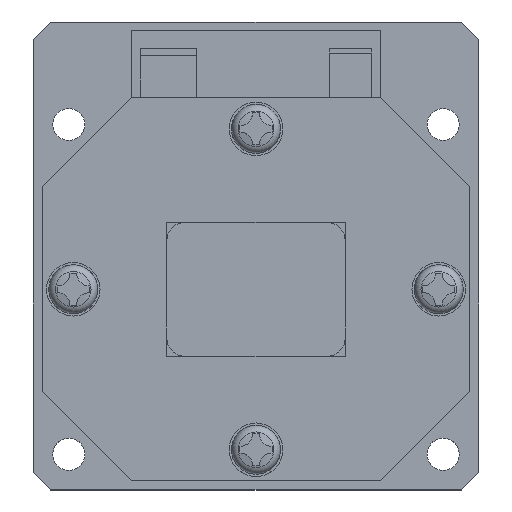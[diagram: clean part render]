
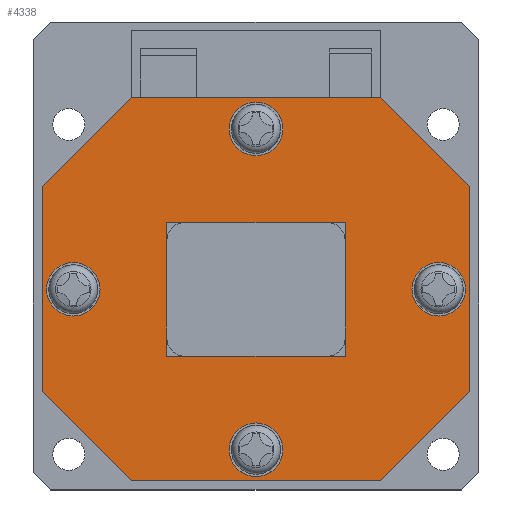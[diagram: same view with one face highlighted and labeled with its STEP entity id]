
A CAD part, top view. The second image highlights one B-rep face of the part: STEP entity #4338.
In plain terms, the highlighted planar face has unit normal (0, 0, 1).
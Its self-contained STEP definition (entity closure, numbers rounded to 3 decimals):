
#84=FACE_BOUND('',#714,.T.);
#85=FACE_BOUND('',#715,.T.);
#86=FACE_BOUND('',#716,.T.);
#87=FACE_BOUND('',#717,.T.);
#88=FACE_BOUND('',#718,.T.);
#211=PLANE('',#4777);
#439=FACE_OUTER_BOUND('',#713,.T.);
#713=EDGE_LOOP('',(#3646,#3647,#3648,#3649,#3650,#3651,#3652,#3653));
#714=EDGE_LOOP('',(#3654));
#715=EDGE_LOOP('',(#3655));
#716=EDGE_LOOP('',(#3656));
#717=EDGE_LOOP('',(#3657));
#718=EDGE_LOOP('',(#3658,#3659,#3660,#3661));
#1017=LINE('',#7157,#1392);
#1019=LINE('',#7161,#1394);
#1021=LINE('',#7165,#1396);
#1023=LINE('',#7170,#1398);
#1027=LINE('',#7176,#1402);
#1028=LINE('',#7179,#1403);
#1030=LINE('',#7182,#1405);
#1037=LINE('',#7198,#1412);
#1042=LINE('',#7208,#1417);
#1047=LINE('',#7218,#1422);
#1052=LINE('',#7227,#1427);
#1055=LINE('',#7232,#1430);
#1392=VECTOR('',#5813,10.);
#1394=VECTOR('',#5817,10.);
#1396=VECTOR('',#5821,10.);
#1398=VECTOR('',#5825,10.);
#1402=VECTOR('',#5831,10.);
#1403=VECTOR('',#5834,10.);
#1405=VECTOR('',#5838,10.);
#1412=VECTOR('',#5855,10.);
#1417=VECTOR('',#5862,10.);
#1422=VECTOR('',#5869,10.);
#1427=VECTOR('',#5876,10.);
#1430=VECTOR('',#5881,10.);
#1676=CIRCLE('',#4731,3.);
#1681=CIRCLE('',#4739,3.);
#1686=CIRCLE('',#4747,3.);
#1691=CIRCLE('',#4755,3.);
#1988=VERTEX_POINT('',#7072);
#1993=VERTEX_POINT('',#7087);
#1998=VERTEX_POINT('',#7102);
#2003=VERTEX_POINT('',#7117);
#2020=VERTEX_POINT('',#7154);
#2021=VERTEX_POINT('',#7156);
#2022=VERTEX_POINT('',#7160);
#2023=VERTEX_POINT('',#7164);
#2024=VERTEX_POINT('',#7168);
#2025=VERTEX_POINT('',#7169);
#2026=VERTEX_POINT('',#7174);
#2027=VERTEX_POINT('',#7178);
#2030=VERTEX_POINT('',#7195);
#2031=VERTEX_POINT('',#7197);
#2035=VERTEX_POINT('',#7207);
#2039=VERTEX_POINT('',#7217);
#2513=EDGE_CURVE('',#1988,#1988,#1676,.T.);
#2520=EDGE_CURVE('',#1993,#1993,#1681,.T.);
#2527=EDGE_CURVE('',#1998,#1998,#1686,.T.);
#2534=EDGE_CURVE('',#2003,#2003,#1691,.T.);
#2553=EDGE_CURVE('',#2020,#2021,#1017,.T.);
#2555=EDGE_CURVE('',#2022,#2021,#1019,.T.);
#2557=EDGE_CURVE('',#2022,#2023,#1021,.T.);
#2559=EDGE_CURVE('',#2024,#2025,#1023,.T.);
#2563=EDGE_CURVE('',#2024,#2026,#1027,.T.);
#2564=EDGE_CURVE('',#2027,#2026,#1028,.T.);
#2566=EDGE_CURVE('',#2027,#2023,#1030,.T.);
#2573=EDGE_CURVE('',#2031,#2030,#1037,.T.);
#2578=EDGE_CURVE('',#2035,#2031,#1042,.T.);
#2583=EDGE_CURVE('',#2039,#2035,#1047,.T.);
#2588=EDGE_CURVE('',#2030,#2039,#1052,.T.);
#2591=EDGE_CURVE('',#2020,#2025,#1055,.T.);
#3646=ORIENTED_EDGE('',*,*,#2553,.F.);
#3647=ORIENTED_EDGE('',*,*,#2591,.T.);
#3648=ORIENTED_EDGE('',*,*,#2559,.F.);
#3649=ORIENTED_EDGE('',*,*,#2563,.T.);
#3650=ORIENTED_EDGE('',*,*,#2564,.F.);
#3651=ORIENTED_EDGE('',*,*,#2566,.T.);
#3652=ORIENTED_EDGE('',*,*,#2557,.F.);
#3653=ORIENTED_EDGE('',*,*,#2555,.T.);
#3654=ORIENTED_EDGE('',*,*,#2513,.T.);
#3655=ORIENTED_EDGE('',*,*,#2520,.T.);
#3656=ORIENTED_EDGE('',*,*,#2527,.T.);
#3657=ORIENTED_EDGE('',*,*,#2534,.T.);
#3658=ORIENTED_EDGE('',*,*,#2583,.T.);
#3659=ORIENTED_EDGE('',*,*,#2578,.T.);
#3660=ORIENTED_EDGE('',*,*,#2573,.T.);
#3661=ORIENTED_EDGE('',*,*,#2588,.T.);
#4338=ADVANCED_FACE('',(#439,#84,#85,#86,#87,#88),#211,.T.);
#4731=AXIS2_PLACEMENT_3D('',#7073,#5731,#5732);
#4739=AXIS2_PLACEMENT_3D('',#7088,#5749,#5750);
#4747=AXIS2_PLACEMENT_3D('',#7103,#5767,#5768);
#4755=AXIS2_PLACEMENT_3D('',#7118,#5785,#5786);
#4777=AXIS2_PLACEMENT_3D('',#7233,#5882,#5883);
#5731=DIRECTION('center_axis',(0.,0.,-1.));
#5732=DIRECTION('ref_axis',(0.,-1.,0.));
#5749=DIRECTION('center_axis',(0.,0.,-1.));
#5750=DIRECTION('ref_axis',(0.,-1.,0.));
#5767=DIRECTION('center_axis',(0.,0.,-1.));
#5768=DIRECTION('ref_axis',(0.,-1.,0.));
#5785=DIRECTION('center_axis',(0.,0.,-1.));
#5786=DIRECTION('ref_axis',(0.,-1.,0.));
#5813=DIRECTION('',(-0.707,0.707,0.));
#5817=DIRECTION('',(0.,-1.,0.));
#5821=DIRECTION('',(0.707,0.707,0.));
#5825=DIRECTION('',(-0.707,-0.707,0.));
#5831=DIRECTION('',(0.,1.,0.));
#5834=DIRECTION('',(0.707,-0.707,0.));
#5838=DIRECTION('',(-1.,0.,0.));
#5855=DIRECTION('',(0.,-1.,0.));
#5862=DIRECTION('',(1.,0.,0.));
#5869=DIRECTION('',(0.,1.,0.));
#5876=DIRECTION('',(-1.,0.,0.));
#5881=DIRECTION('',(1.,0.,0.));
#5882=DIRECTION('center_axis',(0.,0.,1.));
#5883=DIRECTION('ref_axis',(1.,0.,0.));
#7072=CARTESIAN_POINT('',(20.5,3.,6.8));
#7073=CARTESIAN_POINT('Origin',(20.5,0.,6.8));
#7087=CARTESIAN_POINT('',(0.,-15.,6.8));
#7088=CARTESIAN_POINT('Origin',(0.,-18.,6.8));
#7102=CARTESIAN_POINT('',(-20.5,3.,6.8));
#7103=CARTESIAN_POINT('Origin',(-20.5,0.,6.8));
#7117=CARTESIAN_POINT('',(0.,21.,6.8));
#7118=CARTESIAN_POINT('Origin',(0.,18.,6.8));
#7154=CARTESIAN_POINT('',(-14.,-21.5,6.8));
#7156=CARTESIAN_POINT('',(-24.,-11.5,6.8));
#7157=CARTESIAN_POINT('',(-18.375,-17.125,6.8));
#7160=CARTESIAN_POINT('',(-24.,11.5,6.8));
#7161=CARTESIAN_POINT('',(-24.,21.5,6.8));
#7164=CARTESIAN_POINT('',(-14.,21.5,6.8));
#7165=CARTESIAN_POINT('',(-18.375,17.125,6.8));
#7168=CARTESIAN_POINT('',(24.,-11.5,6.8));
#7169=CARTESIAN_POINT('',(14.,-21.5,6.8));
#7170=CARTESIAN_POINT('',(18.375,-17.125,6.8));
#7174=CARTESIAN_POINT('',(24.,11.5,6.8));
#7176=CARTESIAN_POINT('',(24.,-21.5,6.8));
#7178=CARTESIAN_POINT('',(14.,21.5,6.8));
#7179=CARTESIAN_POINT('',(18.375,17.125,6.8));
#7182=CARTESIAN_POINT('',(24.,21.5,6.8));
#7195=CARTESIAN_POINT('',(10.,-7.5,6.8));
#7197=CARTESIAN_POINT('',(10.,7.5,6.8));
#7198=CARTESIAN_POINT('',(10.,-3.75,6.8));
#7207=CARTESIAN_POINT('',(-10.,7.5,6.8));
#7208=CARTESIAN_POINT('',(5.,7.5,6.8));
#7217=CARTESIAN_POINT('',(-10.,-7.5,6.8));
#7218=CARTESIAN_POINT('',(-10.,3.75,6.8));
#7227=CARTESIAN_POINT('',(-5.,-7.5,6.8));
#7232=CARTESIAN_POINT('',(-24.,-21.5,6.8));
#7233=CARTESIAN_POINT('Origin',(0.,0.,6.8));
